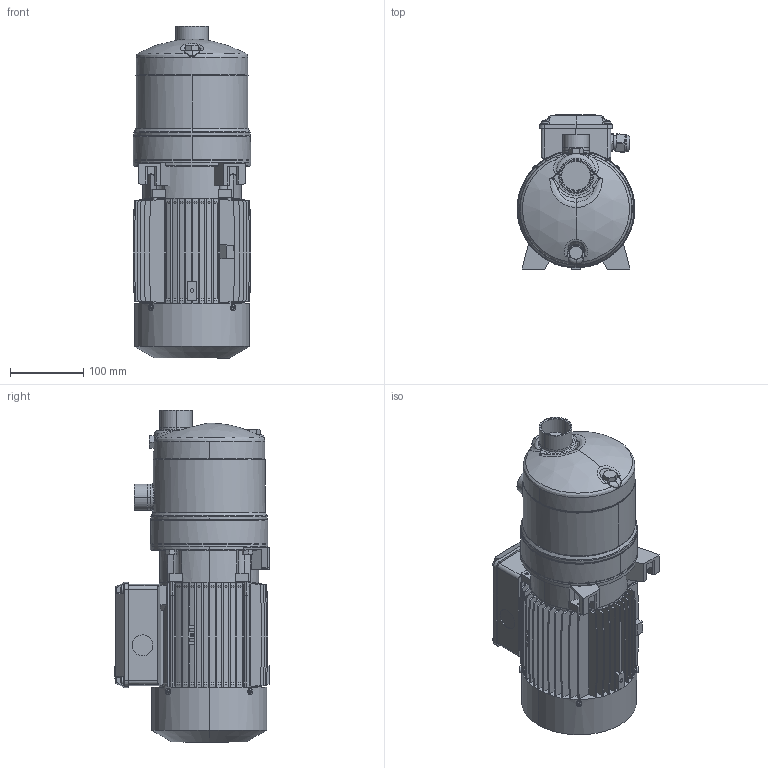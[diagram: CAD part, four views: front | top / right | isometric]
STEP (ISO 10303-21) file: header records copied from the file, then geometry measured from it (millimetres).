
FILE_DESCRIPTION (( 'STEP AP214' ), '1' );
FILE_NAME ('4_93_489_38_REV01.step', '2020-10-13T13:42:37', ( '' ), ( '' ), 'SwSTEP 2.0', 'SolidWorks 2019', '' );
FILE_SCHEMA (( 'AUTOMOTIVE_DESIGN' ));
Length unit declared in the file: millimetre
Products named in the file (2): Copia di 4_93_489_38_REV01^4_93_489_38_REV01; 4_93_489_38_REV01
Assembly tree (1 placements, depth 2):
  4_93_489_38_REV01
    Copia di 4_93_489_38_REV01^4_93_489_38_REV01
Bounding box: 160.52 x 210.7 x 453 mm (x, y, z)
Volume: 8640509.9 mm3; surface area: 570392.1 mm2
Topology: 4 solids, 4 shells, 2435 faces, 6940 edges, 4605 vertices
Faces by surface type: bspline 1120, plane 925, cylinder 213, cone 152, sphere 18, torus 7
Entity records: 89901 total; most frequent: CARTESIAN_POINT 32350, ORIENTED_EDGE 13872, DIRECTION 8656, EDGE_CURVE 6936, VERTEX_POINT 4605, VECTOR 4544, LINE 4544, EDGE_LOOP 2531
